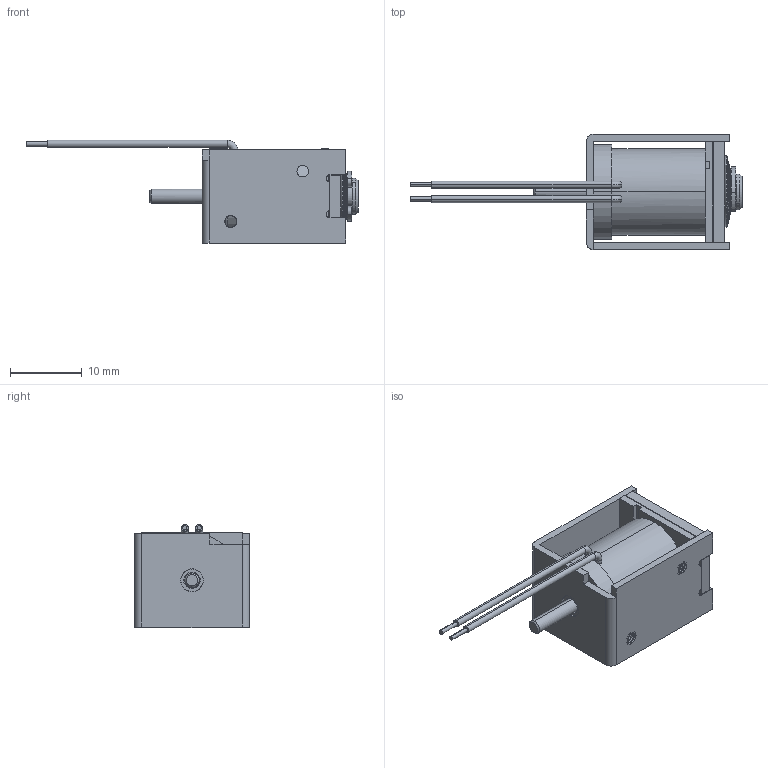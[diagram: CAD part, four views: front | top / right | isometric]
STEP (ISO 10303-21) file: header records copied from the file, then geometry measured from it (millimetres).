
FILE_DESCRIPTION (( 'STEP AP203' ), '1' );
FILE_NAME ('K0520S.STEP', '2019-05-21T09:58:54', ( 'user' ), ( '' ), 'SwSTEP 2.0', 'SolidWorks 2011', '' );
FILE_SCHEMA (( 'CONFIG_CONTROL_DESIGN' ));
Length unit declared in the file: millimetre
Products named in the file (10): K0520S; BD070225; BD031092壓縮0.9mm; BD020311; DB051011; DE05101R; K0520S標準品線圈; BD131101; DA050051; DD05201R
Assembly tree (9 placements, depth 2):
  K0520S
    BD020311
    DB051011
    K0520S標準品線圈
    BD031092壓縮0.9mm
    DD05201R
    BD070225
    DA050051
    BD131101
    DE05101R
Bounding box: 46.2 x 16 x 14.4 mm (x, y, z)
Volume: 3001.6 mm3; surface area: 4733.4 mm2
Topology: 9 solids, 9 shells, 297 faces, 698 edges, 446 vertices
Faces by surface type: plane 146, cylinder 105, cone 38, torus 4, sphere 2, bspline 2
Entity records: 13732 total; most frequent: CARTESIAN_POINT 5605, DIRECTION 1586, ORIENTED_EDGE 1384, EDGE_CURVE 692, AXIS2_PLACEMENT_3D 593, VERTEX_POINT 444, VECTOR 400, LINE 400
